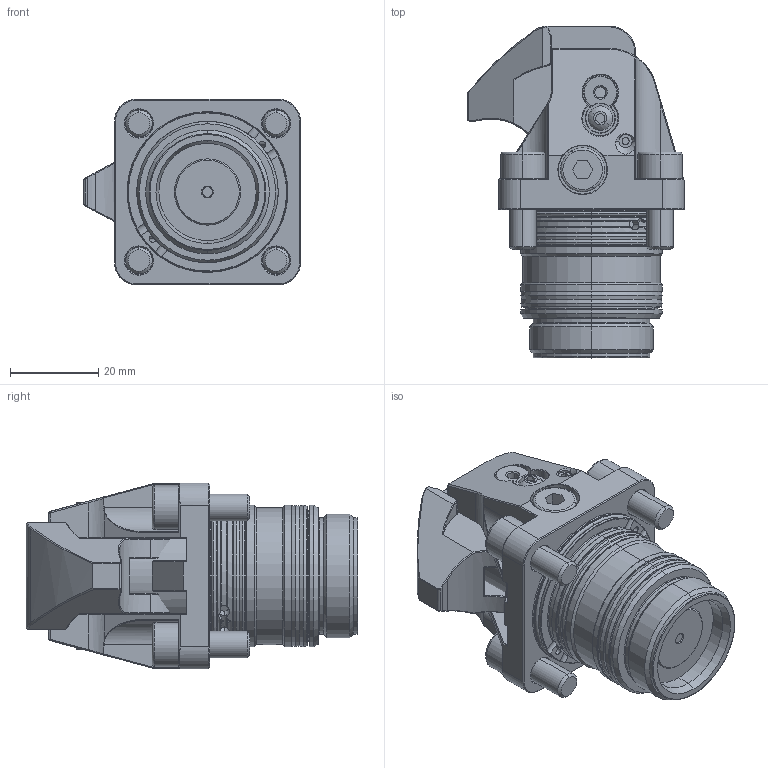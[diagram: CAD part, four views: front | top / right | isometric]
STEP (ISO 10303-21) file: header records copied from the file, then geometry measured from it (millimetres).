
FILE_DESCRIPTION (( 'STEP AP214' ), '1' );
FILE_NAME ('DLSP-A2205-010.step', '2025-12-19T09:35:34', ( '' ), ( '' ), 'SwSTEP 2.0', 'SolidWorks 2025', '' );
FILE_SCHEMA (( 'AUTOMOTIVE_DESIGN' ));
Length unit declared in the file: millimetre
Products named in the file (1): DLSP-A2205-010
Bounding box: 49.01 x 75.04 x 42 mm (x, y, z)
Volume: 70253.5 mm3; surface area: 26121.8 mm2
Topology: 16 solids, 16 shells, 872 faces, 2021 edges, 1211 vertices
Faces by surface type: plane 301, cone 229, cylinder 218, torus 86, bspline 34, sphere 4
Entity records: 30698 total; most frequent: CARTESIAN_POINT 11010, DIRECTION 4131, ORIENTED_EDGE 4014, EDGE_CURVE 2007, AXIS2_PLACEMENT_3D 1616, VERTEX_POINT 1211, EDGE_LOOP 938, LINE 899
